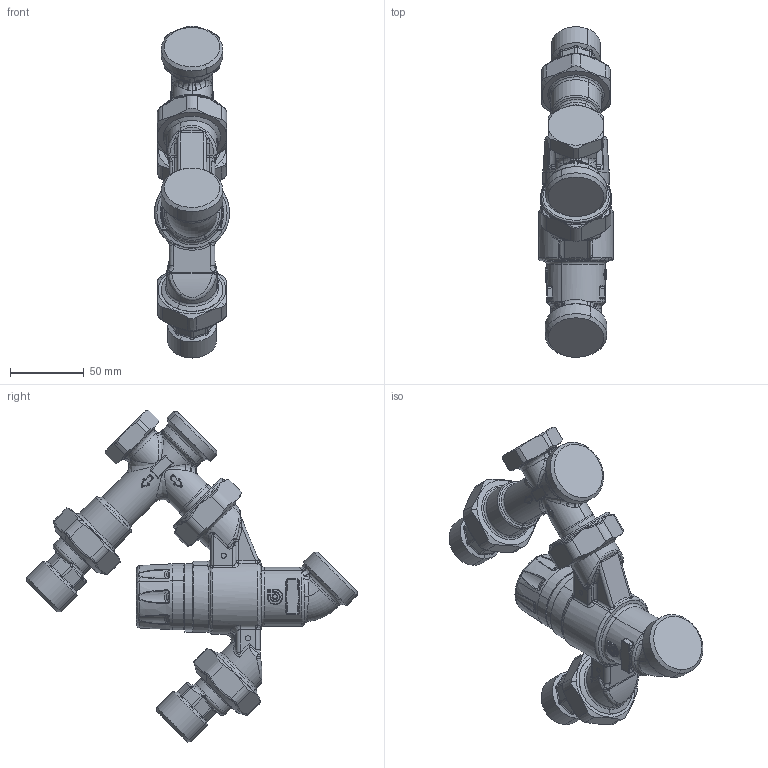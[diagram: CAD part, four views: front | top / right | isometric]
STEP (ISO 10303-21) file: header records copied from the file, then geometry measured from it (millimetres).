
FILE_DESCRIPTION(('CATIA V5 STEP Exchange','CAx-IF Rec.Pracs.--- Model Styling and Organization---1.4--- 2014-01-23','CAx-IF Rec.Pracs.---3D Tessellated Data Validation Properties---0.5---2014-09-14'),'2;1');
FILE_NAME('STEP_520162_-_TST.stp','2021-03-08T16:21:32+00:00',('none'),('none'),'CATIA Version 5-6 Release 2019 SP3','CATIA V5 STEP AP242 v1','none');
FILE_SCHEMA(('AP242_MANAGED_MODEL_BASED_3D_ENGINEERING_MIM_LF {1 0 10303 442 1 1 4}'));
Products named in the file (1): 520162 - TST
Bounding box: 50.99 x 224.46 x 225.48 mm (x, y, z)
Volume: 530379.8 mm3; surface area: 72910.6 mm2
Topology: 2 solids, 2 shells, 2460 faces, 5691 edges, 3070 vertices
Faces by surface type: bspline 1319, cylinder 437, plane 207, sphere 198, torus 179, cone 116, revolution 4
Entity records: 138881 total; most frequent: CARTESIAN_POINT 97417, ORIENTED_EDGE 10958, EDGE_CURVE 5479, DIRECTION 3751, B_SPLINE_CURVE_WITH_KNOTS 3626, VERTEX_POINT 3070, EDGE_LOOP 2507, ADVANCED_FACE 2460
